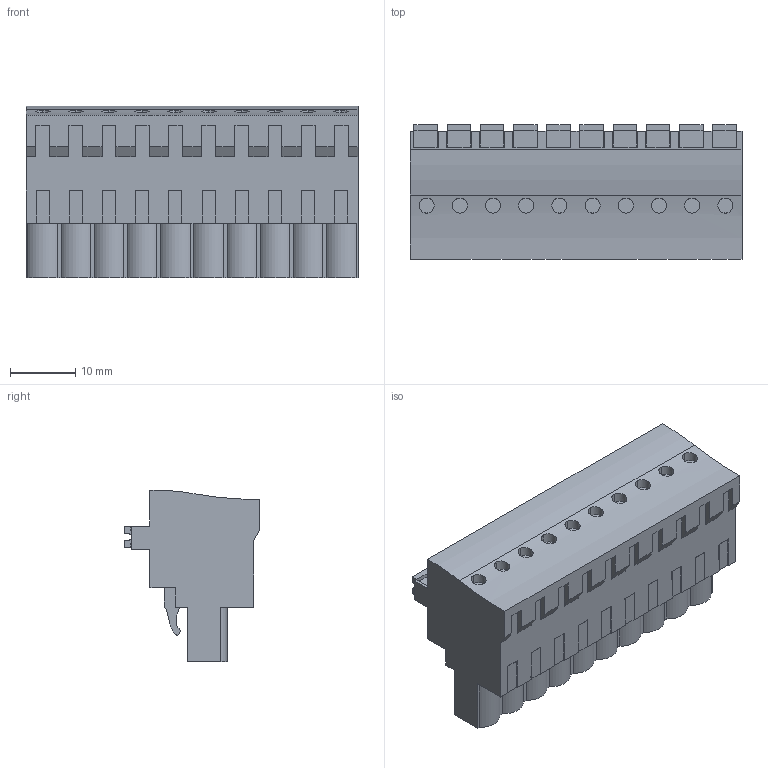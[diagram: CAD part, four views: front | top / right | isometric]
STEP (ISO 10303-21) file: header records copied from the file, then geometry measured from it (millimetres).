
FILE_DESCRIPTION(('CATIA V5 STEP Exchange','CAx-IF Rec.Pracs.--- Model Styling and Organization---1.2---2011-12-15'),'2;1');
FILE_NAME ('D1446171_0_1000110001_1000110001.stp','2017-09-08T12:13:51+00:00',('none'),('Weidmueller'),'CATIA Version 5-6 Release 2014','CATIA V5 STEP AP214','none');
FILE_SCHEMA(('AUTOMOTIVE_DESIGN { 1 0 10303 214 1 1 1 1 }'));
Length unit declared in the file: millimetre
Products named in the file (1): 1000110001
Bounding box: 50.8 x 20.64 x 26.24 mm (x, y, z)
Volume: 15501.9 mm3; surface area: 6822.5 mm2
Topology: 11 solids, 11 shells, 667 faces, 1920 edges, 1315 vertices
Faces by surface type: plane 539, cylinder 120, extrusion 8
Entity records: 20410 total; most frequent: CARTESIAN_POINT 4014, ORIENTED_EDGE 3840, DIRECTION 2619, EDGE_CURVE 1920, VECTOR 1629, LINE 1621, VERTEX_POINT 1315, EDGE_LOOP 707
